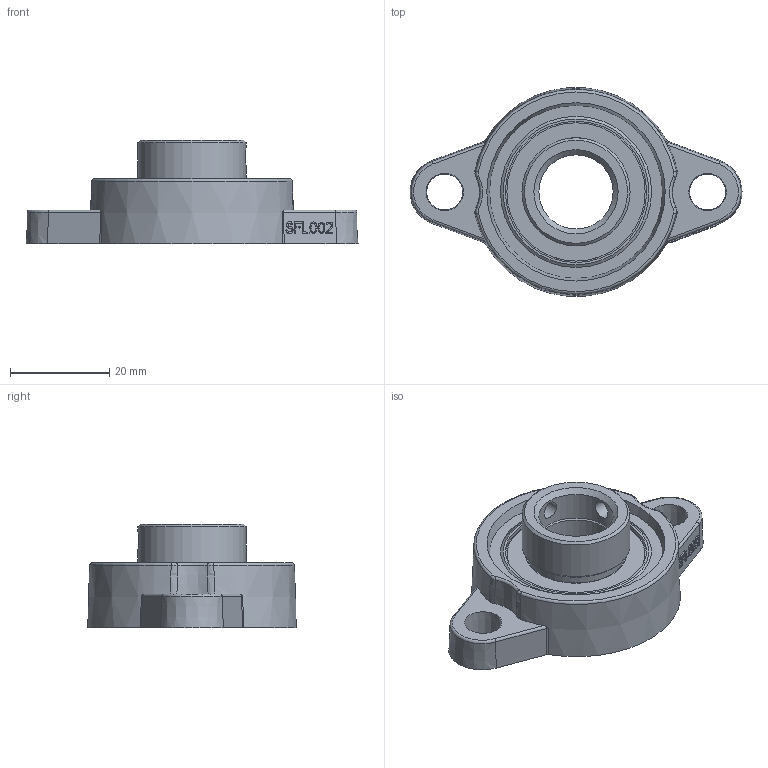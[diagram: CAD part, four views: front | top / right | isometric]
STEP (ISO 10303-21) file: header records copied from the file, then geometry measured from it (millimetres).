
FILE_DESCRIPTION(/* description */ (''),/* implementation_level */ '2;1');
FILE_NAME(/* name */ 'MUFL002.stp',/* time_stamp */ '2016-02-02T15:57:14+01:00',/* author */ ('fje'),/* organization */ (''),/* preprocessor_version */ 'ST-DEVELOPER v15.2',/* originating_system */ 'Autodesk Inventor 2014',/* authorisation */ '');
FILE_SCHEMA (('AUTOMOTIVE_DESIGN { 1 0 10303 214 3 1 1 }'));
Length unit declared in the file: millimetre
Products named in the file (1): Part47
Bounding box: 67 x 42.06 x 20.9 mm (x, y, z)
Volume: 15374.7 mm3; surface area: 9532.1 mm2
Topology: 2 solids, 2 shells, 290 faces, 784 edges, 517 vertices
Faces by surface type: plane 225, cone 23, cylinder 18, bspline 18, torus 6
Full cylindrical faces by diameter (mm): 3.6 x2, 15 x2, 18.4 x1, 19.8 x2, 20.4 x2, 21.8 x1, 27.9 x2, 28.5 x2
Entity records: 10004 total; most frequent: CARTESIAN_POINT 2539, ORIENTED_EDGE 1504, DIRECTION 1376, EDGE_CURVE 752, LINE 586, VECTOR 586, VERTEX_POINT 512, AXIS2_PLACEMENT_3D 395
